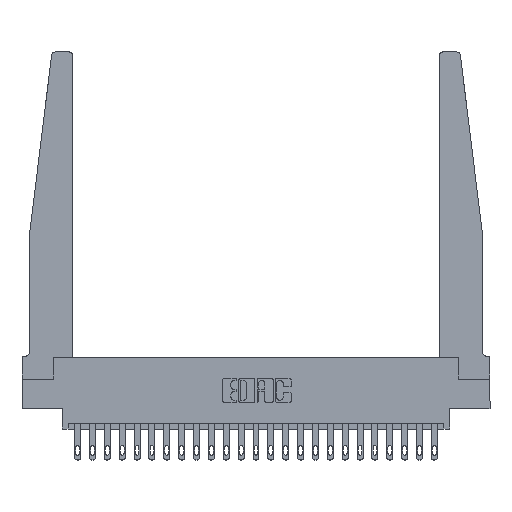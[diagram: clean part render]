
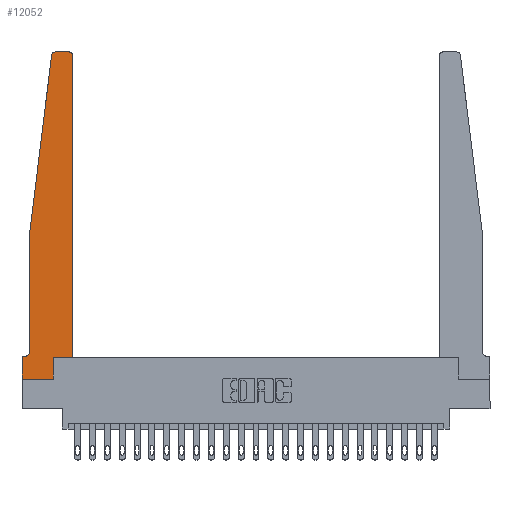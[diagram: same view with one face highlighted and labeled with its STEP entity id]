
A CAD part, top view. The second image highlights one B-rep face of the part: STEP entity #12052.
In plain terms, the highlighted planar face has unit normal (0, 0, 1).
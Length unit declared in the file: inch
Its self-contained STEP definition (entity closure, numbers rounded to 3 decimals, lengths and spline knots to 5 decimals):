
#640 = VECTOR ( 'NONE', #5483, 39.37008 ) ;
#1229 = ORIENTED_EDGE ( 'NONE', *, *, #21914, .T. ) ;
#1748 = EDGE_CURVE ( 'NONE', #6817, #16166, #1978, .T. ) ;
#1978 = LINE ( 'NONE', #14688, #640 ) ;
#1994 = CARTESIAN_POINT ( 'NONE',  ( 0.425, 0.18, 0.37 ) ) ;
#2179 = LINE ( 'NONE', #9558, #2521 ) ;
#2521 = VECTOR ( 'NONE', #5908, 39.37008 ) ;
#2749 = DIRECTION ( 'NONE',  ( 0., 1., 0. ) ) ;
#2913 = CARTESIAN_POINT ( 'NONE',  ( 0.065, 1.25, 0.37 ) ) ;
#3164 = VERTEX_POINT ( 'NONE', #4750 ) ;
#3209 = ORIENTED_EDGE ( 'NONE', *, *, #12007, .T. ) ;
#3273 = CIRCLE ( 'NONE', #6726, 0.05 ) ;
#3274 = EDGE_CURVE ( 'NONE', #8485, #6817, #3273, .T. ) ;
#3429 = ORIENTED_EDGE ( 'NONE', *, *, #11279, .T. ) ;
#3606 = AXIS2_PLACEMENT_3D ( 'NONE', #10239, #20448, #3889 ) ;
#3615 = LINE ( 'NONE', #3976, #11317 ) ;
#3619 = CARTESIAN_POINT ( 'NONE',  ( 0.2605, 0., 0.37 ) ) ;
#3722 = VERTEX_POINT ( 'NONE', #2913 ) ;
#3845 = EDGE_CURVE ( 'NONE', #7724, #20345, #5409, .T. ) ;
#3848 = ORIENTED_EDGE ( 'NONE', *, *, #17946, .T. ) ;
#3889 = DIRECTION ( 'NONE',  ( 1., 0., 0. ) ) ;
#3976 = CARTESIAN_POINT ( 'NONE',  ( 0.425, 0.18, 0.37 ) ) ;
#4392 = CARTESIAN_POINT ( 'NONE',  ( 0.425, 2.72, 0.37 ) ) ;
#4637 = CARTESIAN_POINT ( 'NONE',  ( 0.015, 0.2375, 0.37 ) ) ;
#4655 = CARTESIAN_POINT ( 'NONE',  ( 0., 0., 0.37 ) ) ;
#4750 = CARTESIAN_POINT ( 'NONE',  ( 0.2605, 0.18, 0.37 ) ) ;
#5027 = CARTESIAN_POINT ( 'NONE',  ( 0., 0.1875, 0.37 ) ) ;
#5394 = CARTESIAN_POINT ( 'NONE',  ( 0., 0., 0.37 ) ) ;
#5409 = CIRCLE ( 'NONE', #16622, 0.03 ) ;
#5483 = DIRECTION ( 'NONE',  ( -1., 0., 0. ) ) ;
#5789 = DIRECTION ( 'NONE',  ( 0., 0., 1. ) ) ;
#5796 = DIRECTION ( 'NONE',  ( 0., 1., 0. ) ) ;
#5908 = DIRECTION ( 'NONE',  ( 0., -1., 0. ) ) ;
#5994 = VERTEX_POINT ( 'NONE', #3619 ) ;
#6132 = DIRECTION ( 'NONE',  ( -1., 0., 0. ) ) ;
#6246 = LINE ( 'NONE', #17502, #7720 ) ;
#6273 = LINE ( 'NONE', #8200, #19473 ) ;
#6634 = CARTESIAN_POINT ( 'NONE',  ( 0., 0.1875, 0.37 ) ) ;
#6726 = AXIS2_PLACEMENT_3D ( 'NONE', #4637, #21803, #14299 ) ;
#6794 = VECTOR ( 'NONE', #5796, 39.37008 ) ;
#6817 = VERTEX_POINT ( 'NONE', #9350 ) ;
#7663 = VERTEX_POINT ( 'NONE', #5394 ) ;
#7720 = VECTOR ( 'NONE', #6132, 39.37008 ) ;
#7724 = VERTEX_POINT ( 'NONE', #20040 ) ;
#7829 = LINE ( 'NONE', #17155, #12499 ) ;
#8200 = CARTESIAN_POINT ( 'NONE',  ( 0.065, 1.25, 0.37 ) ) ;
#8336 = CARTESIAN_POINT ( 'NONE',  ( 0., 0., 0.37 ) ) ;
#8485 = VERTEX_POINT ( 'NONE', #21569 ) ;
#8531 = PLANE ( 'NONE',  #23177 ) ;
#9017 = FACE_OUTER_BOUND ( 'NONE', #15357, .T. ) ;
#9350 = CARTESIAN_POINT ( 'NONE',  ( 0.015, 0.1875, 0.37 ) ) ;
#9385 = VERTEX_POINT ( 'NONE', #19752 ) ;
#9558 = CARTESIAN_POINT ( 'NONE',  ( 0.065, 1.25, 0.37 ) ) ;
#10239 = CARTESIAN_POINT ( 'NONE',  ( 0.395, 2.72, 0.37 ) ) ;
#10557 = DIRECTION ( 'NONE',  ( 0., -1., 0. ) ) ;
#10618 = VECTOR ( 'NONE', #10557, 39.37008 ) ;
#11230 = CARTESIAN_POINT ( 'NONE',  ( 0.27653, 2.72, 0.37 ) ) ;
#11279 = EDGE_CURVE ( 'NONE', #18236, #20293, #17060, .T. ) ;
#11317 = VECTOR ( 'NONE', #22370, 39.37008 ) ;
#11356 = CARTESIAN_POINT ( 'NONE',  ( 0.425, 0.18, 0.37 ) ) ;
#12007 = EDGE_CURVE ( 'NONE', #9385, #7724, #6246, .T. ) ;
#12052 = ADVANCED_FACE ( 'NONE', ( #9017 ), #8531, .T. ) ;
#12087 = ORIENTED_EDGE ( 'NONE', *, *, #1748, .T. ) ;
#12195 = ORIENTED_EDGE ( 'NONE', *, *, #19289, .T. ) ;
#12226 = CARTESIAN_POINT ( 'NONE',  ( 0.24675, 2.72367, 0.37 ) ) ;
#12279 = ORIENTED_EDGE ( 'NONE', *, *, #3274, .T. ) ;
#12391 = DIRECTION ( 'NONE',  ( 0., 0., 1. ) ) ;
#12499 = VECTOR ( 'NONE', #2749, 39.37008 ) ;
#12953 = ORIENTED_EDGE ( 'NONE', *, *, #17347, .T. ) ;
#13132 = EDGE_CURVE ( 'NONE', #7663, #5994, #16553, .T. ) ;
#14299 = DIRECTION ( 'NONE',  ( -1., 0., 0. ) ) ;
#14645 = ORIENTED_EDGE ( 'NONE', *, *, #19881, .T. ) ;
#14688 = CARTESIAN_POINT ( 'NONE',  ( 0.065, 0.1875, 0.37 ) ) ;
#15357 = EDGE_LOOP ( 'NONE', ( #3209, #19655, #18722, #1229, #12279, #12087, #14645, #18552, #12195, #3848, #3429, #12953 ) ) ;
#16166 = VERTEX_POINT ( 'NONE', #6634 ) ;
#16553 = LINE ( 'NONE', #8336, #18968 ) ;
#16622 = AXIS2_PLACEMENT_3D ( 'NONE', #11230, #5789, #20074 ) ;
#17060 = LINE ( 'NONE', #11356, #6794 ) ;
#17155 = CARTESIAN_POINT ( 'NONE',  ( 0.2605, 0.18, 0.37 ) ) ;
#17347 = EDGE_CURVE ( 'NONE', #20293, #9385, #22137, .T. ) ;
#17502 = CARTESIAN_POINT ( 'NONE',  ( 0.25, 2.75, 0.37 ) ) ;
#17946 = EDGE_CURVE ( 'NONE', #3164, #18236, #3615, .T. ) ;
#18236 = VERTEX_POINT ( 'NONE', #1994 ) ;
#18552 = ORIENTED_EDGE ( 'NONE', *, *, #13132, .T. ) ;
#18722 = ORIENTED_EDGE ( 'NONE', *, *, #18849, .T. ) ;
#18849 = EDGE_CURVE ( 'NONE', #20345, #3722, #6273, .T. ) ;
#18968 = VECTOR ( 'NONE', #21895, 39.37008 ) ;
#19289 = EDGE_CURVE ( 'NONE', #5994, #3164, #7829, .T. ) ;
#19299 = LINE ( 'NONE', #4655, #10618 ) ;
#19473 = VECTOR ( 'NONE', #21053, 39.37008 ) ;
#19655 = ORIENTED_EDGE ( 'NONE', *, *, #3845, .T. ) ;
#19752 = CARTESIAN_POINT ( 'NONE',  ( 0.395, 2.75, 0.37 ) ) ;
#19785 = DIRECTION ( 'NONE',  ( 1., 0., 0. ) ) ;
#19881 = EDGE_CURVE ( 'NONE', #16166, #7663, #19299, .T. ) ;
#20040 = CARTESIAN_POINT ( 'NONE',  ( 0.27653, 2.75, 0.37 ) ) ;
#20074 = DIRECTION ( 'NONE',  ( 1., 0., 0. ) ) ;
#20293 = VERTEX_POINT ( 'NONE', #4392 ) ;
#20345 = VERTEX_POINT ( 'NONE', #12226 ) ;
#20448 = DIRECTION ( 'NONE',  ( 0., 0., 1. ) ) ;
#21053 = DIRECTION ( 'NONE',  ( -0.122, -0.992, 0. ) ) ;
#21569 = CARTESIAN_POINT ( 'NONE',  ( 0.065, 0.2375, 0.37 ) ) ;
#21803 = DIRECTION ( 'NONE',  ( 0., 0., -1. ) ) ;
#21895 = DIRECTION ( 'NONE',  ( 1., 0., 0. ) ) ;
#21914 = EDGE_CURVE ( 'NONE', #3722, #8485, #2179, .T. ) ;
#22137 = CIRCLE ( 'NONE', #3606, 0.03 ) ;
#22370 = DIRECTION ( 'NONE',  ( 1., 0., 0. ) ) ;
#23177 = AXIS2_PLACEMENT_3D ( 'NONE', #5027, #12391, #19785 ) ;
